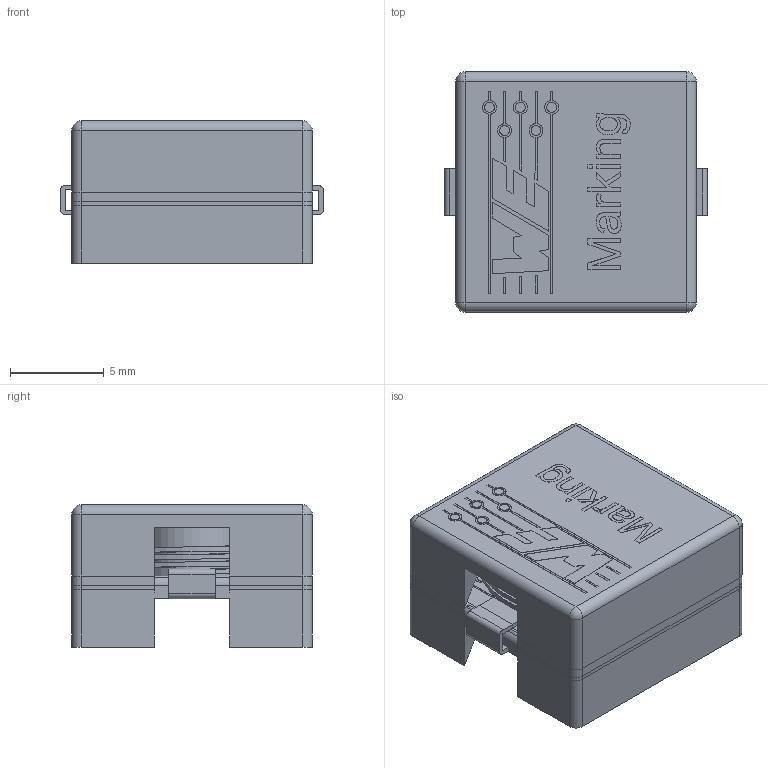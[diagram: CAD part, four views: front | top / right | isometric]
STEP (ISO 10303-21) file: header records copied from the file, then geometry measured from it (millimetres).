
FILE_DESCRIPTION( ( 'Unknown' ), '1' );
FILE_NAME( '7443550x.stp', 'Unknown', ( 'Unknown' ), ( 'Unknown' ), 'XStep 1.0', 'Unknown', ' ' );
FILE_SCHEMA( ( 'automotive_design' ) );
Length unit declared in the file: millimetre
Products named in the file (4): Assem1; Boden; Deckel
Bounding box: 14 x 12.8 x 7.58 mm (x, y, z)
Volume: 1328 mm3; surface area: 3082.7 mm2
Topology: 6 solids, 6 shells, 574 faces, 1450 edges, 924 vertices
Faces by surface type: plane 390, cylinder 78, extrusion 62, bspline 28, sphere 16
Full cylindrical faces by diameter (mm): 5.2 x2
Entity records: 10802 total; most frequent: CARTESIAN_POINT 3676, ORIENTED_EDGE 1420, DIRECTION 1049, EDGE_CURVE 710, VERTEX_POINT 462, VECTOR 417, LINE 386, EDGE_LOOP 320
